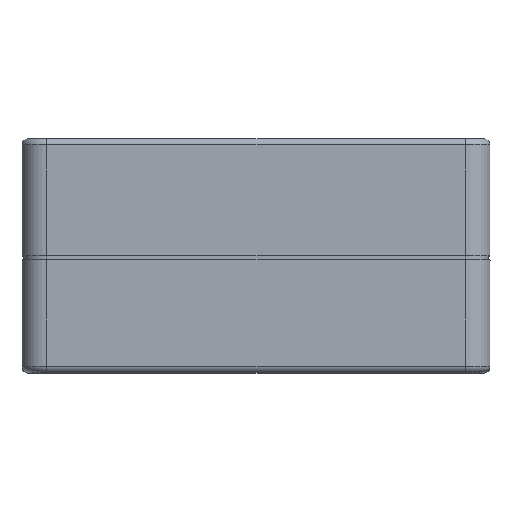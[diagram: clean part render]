
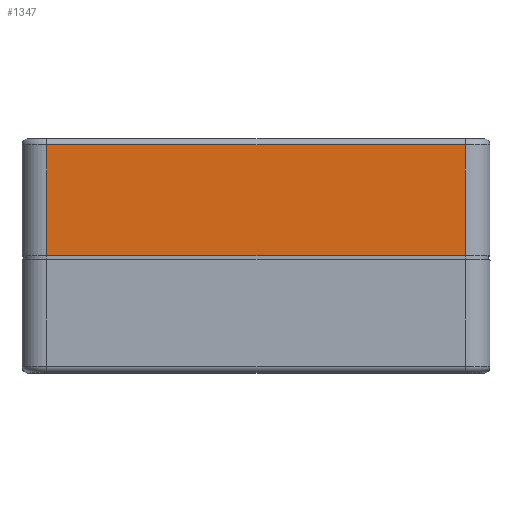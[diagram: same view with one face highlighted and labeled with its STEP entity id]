
A CAD part, top view. The second image highlights one B-rep face of the part: STEP entity #1347.
In plain terms, the highlighted planar face has unit normal (0, 0, 1).
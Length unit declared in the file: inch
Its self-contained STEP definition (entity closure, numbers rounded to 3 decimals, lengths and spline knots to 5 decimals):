
#358 = ORIENTED_EDGE ( 'NONE', *, *, #523, .T. ) ;
#433 = EDGE_LOOP ( 'NONE', ( #1349, #1341, #358, #1340 ) ) ;
#488 = VERTEX_POINT ( 'NONE', #4012 ) ;
#523 = EDGE_CURVE ( 'NONE', #578, #488, #4111, .T. ) ;
#548 = EDGE_CURVE ( 'NONE', #638, #612, #4138, .T. ) ;
#578 = VERTEX_POINT ( 'NONE', #4154 ) ;
#612 = VERTEX_POINT ( 'NONE', #4257 ) ;
#638 = VERTEX_POINT ( 'NONE', #4287 ) ;
#1340 = ORIENTED_EDGE ( 'NONE', *, *, #1350, .T. ) ;
#1341 = ORIENTED_EDGE ( 'NONE', *, *, #1348, .T. ) ;
#1347 = ADVANCED_FACE ( 'NONE', ( #5719 ), #5717, .F. ) ;
#1348 = EDGE_CURVE ( 'NONE', #638, #578, #5707, .T. ) ;
#1349 = ORIENTED_EDGE ( 'NONE', *, *, #548, .F. ) ;
#1350 = EDGE_CURVE ( 'NONE', #488, #612, #5703, .T. ) ;
#4012 = CARTESIAN_POINT ( 'NONE',  ( -2.112, 1.181, 2.362 ) ) ;
#4108 = DIRECTION ( 'NONE',  ( 0., -1., 0. ) ) ;
#4109 = VECTOR ( 'NONE', #4108, 39.37008 ) ;
#4110 = CARTESIAN_POINT ( 'NONE',  ( -2.112, 2.362, 2.362 ) ) ;
#4111 = LINE ( 'NONE', #4110, #4109 ) ;
#4126 = DIRECTION ( 'NONE',  ( 0., -1., 0. ) ) ;
#4127 = VECTOR ( 'NONE', #4126, 39.37008 ) ;
#4129 = CARTESIAN_POINT ( 'NONE',  ( 2.112, 2.362, 2.362 ) ) ;
#4138 = LINE ( 'NONE', #4129, #4127 ) ;
#4154 = CARTESIAN_POINT ( 'NONE',  ( -2.112, 2.299, 2.362 ) ) ;
#4257 = CARTESIAN_POINT ( 'NONE',  ( 2.112, 1.181, 2.362 ) ) ;
#4287 = CARTESIAN_POINT ( 'NONE',  ( 2.112, 2.299, 2.362 ) ) ;
#5700 = DIRECTION ( 'NONE',  ( 1., 0., 0. ) ) ;
#5701 = VECTOR ( 'NONE', #5700, 39.37008 ) ;
#5702 = CARTESIAN_POINT ( 'NONE',  ( -2.112, 1.181, 2.362 ) ) ;
#5703 = LINE ( 'NONE', #5702, #5701 ) ;
#5704 = DIRECTION ( 'NONE',  ( -1., 0., 0. ) ) ;
#5705 = VECTOR ( 'NONE', #5704, 39.37008 ) ;
#5706 = CARTESIAN_POINT ( 'NONE',  ( -2.112, 2.299, 2.362 ) ) ;
#5707 = LINE ( 'NONE', #5706, #5705 ) ;
#5710 = DIRECTION ( 'NONE',  ( -1., 0., 0. ) ) ;
#5711 = DIRECTION ( 'NONE',  ( 0., 0., -1. ) ) ;
#5717 = PLANE ( 'NONE',  #5721 ) ;
#5718 = CARTESIAN_POINT ( 'NONE',  ( -2.112, 2.362, 2.362 ) ) ;
#5719 = FACE_OUTER_BOUND ( 'NONE', #433, .T. ) ;
#5721 = AXIS2_PLACEMENT_3D ( 'NONE', #5718, #5711, #5710 ) ;
